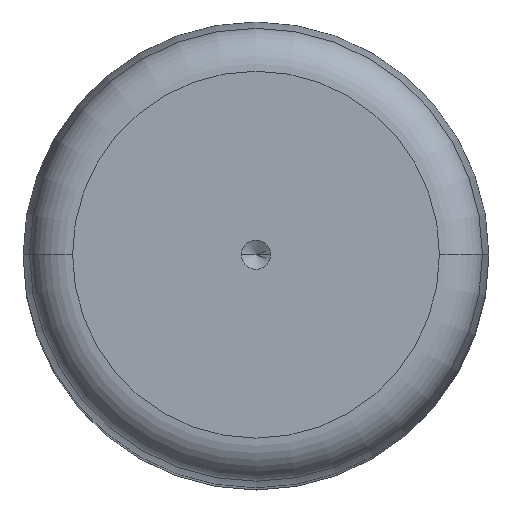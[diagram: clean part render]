
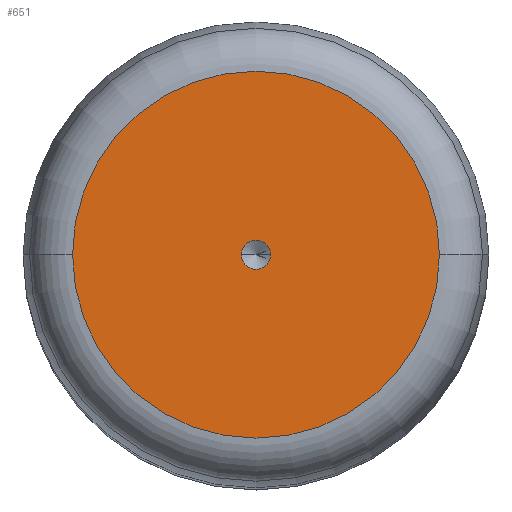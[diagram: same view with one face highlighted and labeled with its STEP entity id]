
A CAD part, top view. The second image highlights one B-rep face of the part: STEP entity #651.
In plain terms, the highlighted planar face has unit normal (0, 0, 1).
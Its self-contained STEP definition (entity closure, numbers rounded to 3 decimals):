
#43 = ORIENTED_EDGE ( 'NONE', *, *, #466, .F. ) ;
#69 = CARTESIAN_POINT ( 'NONE',  ( 0., 0., 100. ) ) ;
#86 = CIRCLE ( 'NONE', #163, 1. ) ;
#101 = DIRECTION ( 'NONE',  ( 0., 0., 1. ) ) ;
#103 = CARTESIAN_POINT ( 'NONE',  ( -12.604, 0., 100. ) ) ;
#142 = CARTESIAN_POINT ( 'NONE',  ( 0., 0., 100. ) ) ;
#152 = DIRECTION ( 'NONE',  ( 1., 0., 0. ) ) ;
#163 = AXIS2_PLACEMENT_3D ( 'NONE', #142, #510, #659 ) ;
#199 = EDGE_CURVE ( 'NONE', #536, #319, #357, .T. ) ;
#200 = DIRECTION ( 'NONE',  ( 1., 0., 0. ) ) ;
#242 = CARTESIAN_POINT ( 'NONE',  ( 1., 0., 100. ) ) ;
#256 = CARTESIAN_POINT ( 'NONE',  ( 0., 0., 100. ) ) ;
#264 = EDGE_CURVE ( 'NONE', #476, #354, #86, .T. ) ;
#268 = CIRCLE ( 'NONE', #577, 1. ) ;
#276 = AXIS2_PLACEMENT_3D ( 'NONE', #413, #562, #152 ) ;
#288 = EDGE_LOOP ( 'NONE', ( #327, #665 ) ) ;
#296 = EDGE_LOOP ( 'NONE', ( #553, #43 ) ) ;
#306 = DIRECTION ( 'NONE',  ( 1., 0., 0. ) ) ;
#319 = VERTEX_POINT ( 'NONE', #103 ) ;
#320 = EDGE_CURVE ( 'NONE', #319, #536, #382, .T. ) ;
#321 = DIRECTION ( 'NONE',  ( 1., 0., 0. ) ) ;
#327 = ORIENTED_EDGE ( 'NONE', *, *, #199, .T. ) ;
#333 = DIRECTION ( 'NONE',  ( 0., 0., 1. ) ) ;
#354 = VERTEX_POINT ( 'NONE', #566 ) ;
#357 = CIRCLE ( 'NONE', #625, 12.604 ) ;
#382 = CIRCLE ( 'NONE', #276, 12.604 ) ;
#398 = AXIS2_PLACEMENT_3D ( 'NONE', #69, #333, #321 ) ;
#413 = CARTESIAN_POINT ( 'NONE',  ( 0., 0., 100. ) ) ;
#445 = DIRECTION ( 'NONE',  ( 0., 0., 1. ) ) ;
#466 = EDGE_CURVE ( 'NONE', #354, #476, #268, .T. ) ;
#476 = VERTEX_POINT ( 'NONE', #242 ) ;
#510 = DIRECTION ( 'NONE',  ( 0., 0., 1. ) ) ;
#536 = VERTEX_POINT ( 'NONE', #674 ) ;
#539 = FACE_OUTER_BOUND ( 'NONE', #288, .T. ) ;
#553 = ORIENTED_EDGE ( 'NONE', *, *, #264, .F. ) ;
#562 = DIRECTION ( 'NONE',  ( 0., 0., 1. ) ) ;
#566 = CARTESIAN_POINT ( 'NONE',  ( -1., 0., 100. ) ) ;
#577 = AXIS2_PLACEMENT_3D ( 'NONE', #652, #445, #200 ) ;
#625 = AXIS2_PLACEMENT_3D ( 'NONE', #256, #101, #306 ) ;
#632 = PLANE ( 'NONE',  #398 ) ;
#651 = ADVANCED_FACE ( 'NONE', ( #658, #539 ), #632, .T. ) ;
#652 = CARTESIAN_POINT ( 'NONE',  ( 0., 0., 100. ) ) ;
#658 = FACE_BOUND ( 'NONE', #296, .T. ) ;
#659 = DIRECTION ( 'NONE',  ( 1., 0., 0. ) ) ;
#665 = ORIENTED_EDGE ( 'NONE', *, *, #320, .T. ) ;
#674 = CARTESIAN_POINT ( 'NONE',  ( 12.604, 0., 100. ) ) ;
